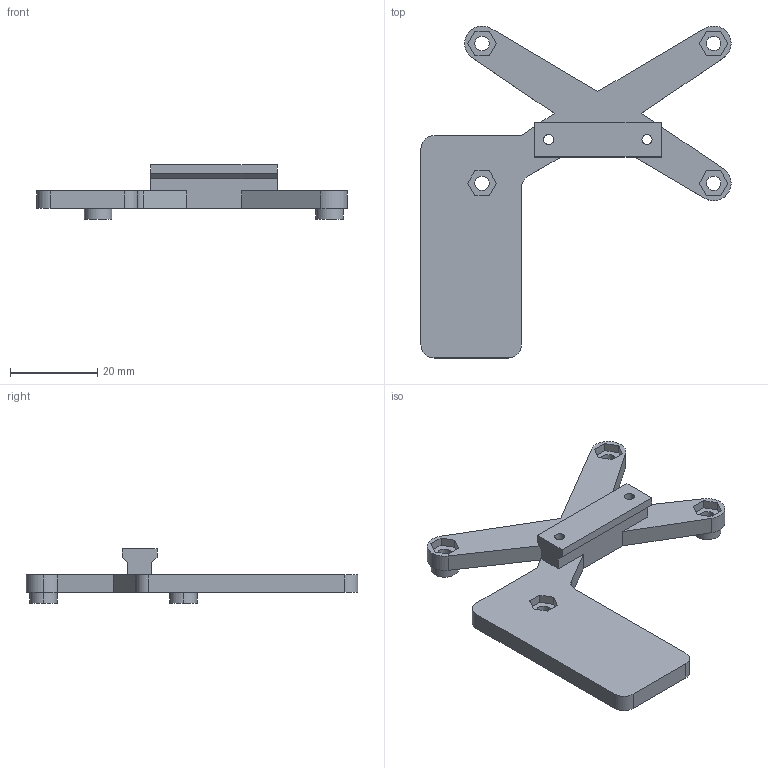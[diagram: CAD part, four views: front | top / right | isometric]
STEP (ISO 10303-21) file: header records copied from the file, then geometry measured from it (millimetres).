
FILE_DESCRIPTION (( 'STEP AP203' ), '1' );
FILE_NAME ('pcb盓殤.STEP', '2025-05-30T03:23:36', ( '' ), ( '' ), 'SwSTEP 2.0', 'SolidWorks 2019', '' );
FILE_SCHEMA (( 'CONFIG_CONTROL_DESIGN' ));
Length unit declared in the file: millimetre
Products named in the file (1): pcb盓殤
Bounding box: 70.99 x 76 x 12.5 mm (x, y, z)
Volume: 9490.1 mm3; surface area: 6988.6 mm2
Topology: 1 solids, 1 shells, 97 faces, 255 edges, 170 vertices
Faces by surface type: plane 69, cylinder 28
Entity records: 3086 total; most frequent: CARTESIAN_POINT 523, ORIENTED_EDGE 510, DIRECTION 507, EDGE_CURVE 255, LINE 199, VECTOR 199, VERTEX_POINT 170, AXIS2_PLACEMENT_3D 154
